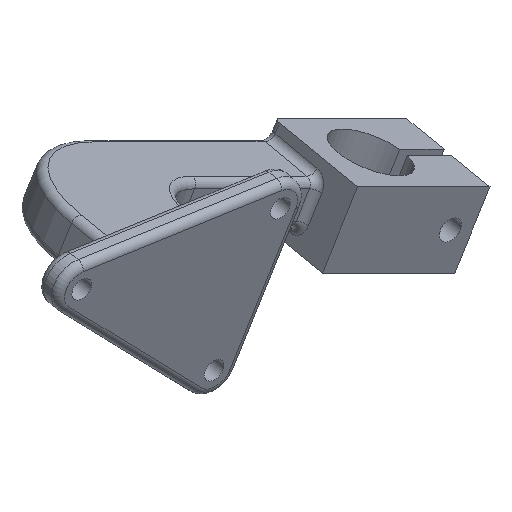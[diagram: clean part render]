
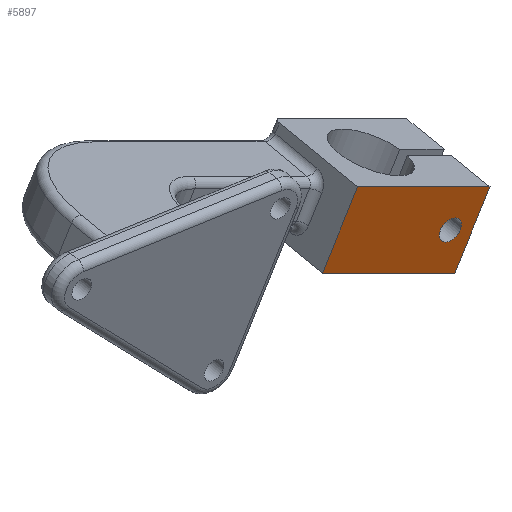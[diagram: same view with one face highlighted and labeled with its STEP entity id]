
A CAD part, front view. The second image highlights one B-rep face of the part: STEP entity #5897.
In plain terms, the highlighted planar face has unit normal (0.612, -0.612, -0.5).
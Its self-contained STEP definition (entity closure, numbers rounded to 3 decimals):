
#21 = EDGE_CURVE('',#22,#24,#26,.T.);
#22 = VERTEX_POINT('',#23);
#23 = CARTESIAN_POINT('',(110.486,133.465,
    27.856));
#24 = VERTEX_POINT('',#25);
#25 = CARTESIAN_POINT('',(99.173,144.779,0.144
    ));
#26 = SURFACE_CURVE('',#27,(#31,#43),.PCURVE_S1.);
#27 = LINE('',#28,#29);
#28 = CARTESIAN_POINT('',(110.486,133.465,
    27.856));
#29 = VECTOR('',#30,1.);
#30 = DIRECTION('',(-0.354,0.354,-0.866));
#31 = PCURVE('',#32,#37);
#32 = PLANE('',#33);
#33 = AXIS2_PLACEMENT_3D('',#34,#35,#36);
#34 = CARTESIAN_POINT('',(98.706,145.246,19.));
#35 = DIRECTION('',(-0.707,-0.707,0.)
  );
#36 = DIRECTION('',(0.354,-0.354,0.866));
#37 = DEFINITIONAL_REPRESENTATION('',(#38),#42);
#38 = LINE('',#39,#40);
#39 = CARTESIAN_POINT('',(16.,-10.));
#40 = VECTOR('',#41,1.);
#41 = DIRECTION('',(-1.,0.));
#42 = ( GEOMETRIC_REPRESENTATION_CONTEXT(2) 
PARAMETRIC_REPRESENTATION_CONTEXT() REPRESENTATION_CONTEXT('2D SPACE',''
  ) );
#43 = PCURVE('',#44,#49);
#44 = PLANE('',#45);
#45 = AXIS2_PLACEMENT_3D('',#46,#47,#48);
#46 = CARTESIAN_POINT('',(83.616,117.909,14.));
#47 = DIRECTION('',(-0.612,0.612,0.5));
#48 = DIRECTION('',(0.354,-0.354,0.866));
#49 = DEFINITIONAL_REPRESENTATION('',(#50),#54);
#50 = LINE('',#51,#52);
#51 = CARTESIAN_POINT('',(16.,30.));
#52 = VECTOR('',#53,1.);
#53 = DIRECTION('',(-1.,0.));
#54 = ( GEOMETRIC_REPRESENTATION_CONTEXT(2) 
PARAMETRIC_REPRESENTATION_CONTEXT() REPRESENTATION_CONTEXT('2D SPACE',''
  ) );
#72 = PLANE('',#73);
#73 = AXIS2_PLACEMENT_3D('',#74,#75,#76);
#74 = CARTESIAN_POINT('',(75.801,125.724,
    38.856));
#75 = DIRECTION('',(-0.354,0.354,-0.866));
#76 = DIRECTION('',(-0.612,0.612,0.5));
#126 = PLANE('',#127);
#127 = AXIS2_PLACEMENT_3D('',#128,#129,#130);
#128 = CARTESIAN_POINT('',(64.487,137.038,
    11.144));
#129 = DIRECTION('',(0.354,-0.354,0.866));
#130 = DIRECTION('',(0.707,0.707,0.)
  );
#5542 = EDGE_CURVE('',#24,#5543,#5545,.T.);
#5543 = VERTEX_POINT('',#5544);
#5544 = CARTESIAN_POINT('',(56.746,102.353,
    0.144));
#5545 = SURFACE_CURVE('',#5546,(#5550,#5557),.PCURVE_S1.);
#5546 = LINE('',#5547,#5548);
#5547 = CARTESIAN_POINT('',(99.173,144.779,
    0.144));
#5548 = VECTOR('',#5549,1.);
#5549 = DIRECTION('',(-0.707,-0.707,0.
    ));
#5550 = PCURVE('',#126,#5551);
#5551 = DEFINITIONAL_REPRESENTATION('',(#5552),#5556);
#5552 = LINE('',#5553,#5554);
#5553 = CARTESIAN_POINT('',(30.,-22.));
#5554 = VECTOR('',#5555,1.);
#5555 = DIRECTION('',(-1.,0.));
#5556 = ( GEOMETRIC_REPRESENTATION_CONTEXT(2) 
PARAMETRIC_REPRESENTATION_CONTEXT() REPRESENTATION_CONTEXT('2D SPACE',''
  ) );
#5557 = PCURVE('',#44,#5558);
#5558 = DEFINITIONAL_REPRESENTATION('',(#5559),#5563);
#5559 = LINE('',#5560,#5561);
#5560 = CARTESIAN_POINT('',(-16.,30.));
#5561 = VECTOR('',#5562,1.);
#5562 = DIRECTION('',(0.,-1.));
#5563 = ( GEOMETRIC_REPRESENTATION_CONTEXT(2) 
PARAMETRIC_REPRESENTATION_CONTEXT() REPRESENTATION_CONTEXT('2D SPACE',''
  ) );
#5714 = PLANE('',#5715);
#5715 = AXIS2_PLACEMENT_3D('',#5716,#5717,#5718);
#5716 = CARTESIAN_POINT('',(49.849,109.25,24.25));
#5717 = DIRECTION('',(-0.707,-0.707,0.
    ));
#5718 = DIRECTION('',(0.354,-0.354,0.866));
#5825 = EDGE_CURVE('',#22,#5826,#5828,.T.);
#5826 = VERTEX_POINT('',#5827);
#5827 = CARTESIAN_POINT('',(68.06,91.039,
    27.856));
#5828 = SURFACE_CURVE('',#5829,(#5833,#5840),.PCURVE_S1.);
#5829 = LINE('',#5830,#5831);
#5830 = CARTESIAN_POINT('',(110.486,133.465,
    27.856));
#5831 = VECTOR('',#5832,1.);
#5832 = DIRECTION('',(-0.707,-0.707,0.
    ));
#5833 = PCURVE('',#72,#5834);
#5834 = DEFINITIONAL_REPRESENTATION('',(#5835),#5839);
#5835 = LINE('',#5836,#5837);
#5836 = CARTESIAN_POINT('',(-22.,30.));
#5837 = VECTOR('',#5838,1.);
#5838 = DIRECTION('',(0.,-1.));
#5839 = ( GEOMETRIC_REPRESENTATION_CONTEXT(2) 
PARAMETRIC_REPRESENTATION_CONTEXT() REPRESENTATION_CONTEXT('2D SPACE',''
  ) );
#5840 = PCURVE('',#44,#5841);
#5841 = DEFINITIONAL_REPRESENTATION('',(#5842),#5846);
#5842 = LINE('',#5843,#5844);
#5843 = CARTESIAN_POINT('',(16.,30.));
#5844 = VECTOR('',#5845,1.);
#5845 = DIRECTION('',(0.,-1.));
#5846 = ( GEOMETRIC_REPRESENTATION_CONTEXT(2) 
PARAMETRIC_REPRESENTATION_CONTEXT() REPRESENTATION_CONTEXT('2D SPACE',''
  ) );
#5897 = ADVANCED_FACE('',(#5898,#5933),#44,.F.);
#5898 = FACE_BOUND('',#5899,.F.);
#5899 = EDGE_LOOP('',(#5900));
#5900 = ORIENTED_EDGE('',*,*,#5901,.T.);
#5901 = EDGE_CURVE('',#5902,#5902,#5904,.T.);
#5902 = VERTEX_POINT('',#5903);
#5903 = CARTESIAN_POINT('',(99.349,130.46,
    17.897));
#5904 = SURFACE_CURVE('',#5905,(#5910,#5921),.PCURVE_S1.);
#5905 = CIRCLE('',#5906,4.5);
#5906 = AXIS2_PLACEMENT_3D('',#5907,#5908,#5909);
#5907 = CARTESIAN_POINT('',(97.758,132.051,
    14.));
#5908 = DIRECTION('',(0.612,-0.612,-0.5));
#5909 = DIRECTION('',(0.354,-0.354,0.866));
#5910 = PCURVE('',#44,#5911);
#5911 = DEFINITIONAL_REPRESENTATION('',(#5912),#5920);
#5912 = ( BOUNDED_CURVE() B_SPLINE_CURVE(2,(#5913,#5914,#5915,#5916,
#5917,#5918,#5919),.UNSPECIFIED.,.T.,.F.) B_SPLINE_CURVE_WITH_KNOTS((1,2
    ,2,2,2,1),(-2.094,0.,2.094,4.189,
6.283,8.378),.UNSPECIFIED.) CURVE() 
GEOMETRIC_REPRESENTATION_ITEM() RATIONAL_B_SPLINE_CURVE((1.,0.5,1.,0.5,
1.,0.5,1.)) REPRESENTATION_ITEM('') );
#5913 = CARTESIAN_POINT('',(4.5,20.));
#5914 = CARTESIAN_POINT('',(4.5,12.206));
#5915 = CARTESIAN_POINT('',(-2.25,16.103));
#5916 = CARTESIAN_POINT('',(-9.,20.));
#5917 = CARTESIAN_POINT('',(-2.25,23.897));
#5918 = CARTESIAN_POINT('',(4.5,27.794));
#5919 = CARTESIAN_POINT('',(4.5,20.));
#5920 = ( GEOMETRIC_REPRESENTATION_CONTEXT(2) 
PARAMETRIC_REPRESENTATION_CONTEXT() REPRESENTATION_CONTEXT('2D SPACE',''
  ) );
#5921 = PCURVE('',#5922,#5927);
#5922 = CYLINDRICAL_SURFACE('',#5923,4.5);
#5923 = AXIS2_PLACEMENT_3D('',#5924,#5925,#5926);
#5924 = CARTESIAN_POINT('',(97.758,132.051,
    14.));
#5925 = DIRECTION('',(-0.612,0.612,0.5));
#5926 = DIRECTION('',(0.354,-0.354,0.866));
#5927 = DEFINITIONAL_REPRESENTATION('',(#5928),#5932);
#5928 = LINE('',#5929,#5930);
#5929 = CARTESIAN_POINT('',(6.283,0.));
#5930 = VECTOR('',#5931,1.);
#5931 = DIRECTION('',(-1.,0.));
#5932 = ( GEOMETRIC_REPRESENTATION_CONTEXT(2) 
PARAMETRIC_REPRESENTATION_CONTEXT() REPRESENTATION_CONTEXT('2D SPACE',''
  ) );
#5933 = FACE_BOUND('',#5934,.F.);
#5934 = EDGE_LOOP('',(#5935,#5936,#5937,#5938));
#5935 = ORIENTED_EDGE('',*,*,#5825,.F.);
#5936 = ORIENTED_EDGE('',*,*,#21,.T.);
#5937 = ORIENTED_EDGE('',*,*,#5542,.T.);
#5938 = ORIENTED_EDGE('',*,*,#5939,.F.);
#5939 = EDGE_CURVE('',#5826,#5543,#5940,.T.);
#5940 = SURFACE_CURVE('',#5941,(#5945,#5952),.PCURVE_S1.);
#5941 = LINE('',#5942,#5943);
#5942 = CARTESIAN_POINT('',(68.06,91.039,
    27.856));
#5943 = VECTOR('',#5944,1.);
#5944 = DIRECTION('',(-0.354,0.354,-0.866));
#5945 = PCURVE('',#44,#5946);
#5946 = DEFINITIONAL_REPRESENTATION('',(#5947),#5951);
#5947 = LINE('',#5948,#5949);
#5948 = CARTESIAN_POINT('',(16.,-30.));
#5949 = VECTOR('',#5950,1.);
#5950 = DIRECTION('',(-1.,0.));
#5951 = ( GEOMETRIC_REPRESENTATION_CONTEXT(2) 
PARAMETRIC_REPRESENTATION_CONTEXT() REPRESENTATION_CONTEXT('2D SPACE',''
  ) );
#5952 = PCURVE('',#5714,#5953);
#5953 = DEFINITIONAL_REPRESENTATION('',(#5954),#5958);
#5954 = LINE('',#5955,#5956);
#5955 = CARTESIAN_POINT('',(16.,-20.5));
#5956 = VECTOR('',#5957,1.);
#5957 = DIRECTION('',(-1.,0.));
#5958 = ( GEOMETRIC_REPRESENTATION_CONTEXT(2) 
PARAMETRIC_REPRESENTATION_CONTEXT() REPRESENTATION_CONTEXT('2D SPACE',''
  ) );
